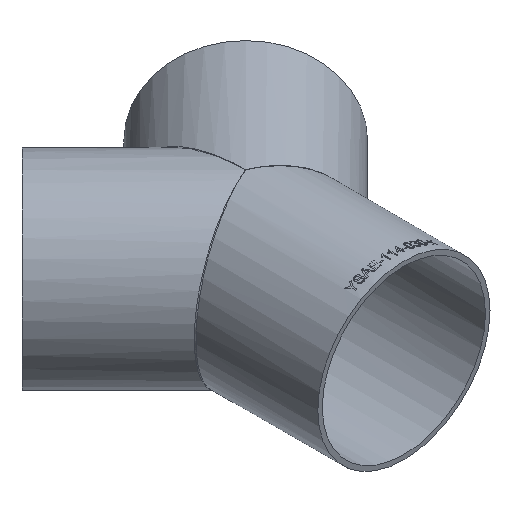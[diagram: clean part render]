
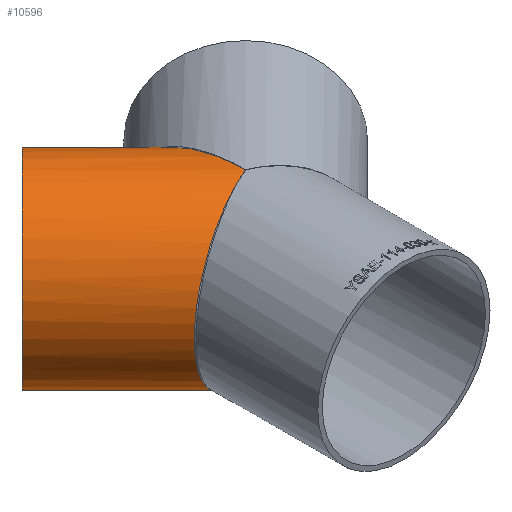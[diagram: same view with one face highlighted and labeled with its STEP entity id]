
A CAD part, isometric view. The second image highlights one B-rep face of the part: STEP entity #10596.
In plain terms, the highlighted cylindrical face has radius 57.15 mm (diameter 114.3 mm), a full revolution.
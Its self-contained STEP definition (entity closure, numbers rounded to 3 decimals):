
#333 = VERTEX_POINT ( 'NONE', #7550 ) ;
#383 =( BOUNDED_CURVE ( )  B_SPLINE_CURVE ( 3, ( #819, #5997, #20201, #7136 ),
 .UNSPECIFIED., .F., .F. ) 
 B_SPLINE_CURVE_WITH_KNOTS ( ( 4, 4 ),
 ( 1.571, 4.712 ),
 .UNSPECIFIED. ) 
 CURVE ( )  GEOMETRIC_REPRESENTATION_ITEM ( )  RATIONAL_B_SPLINE_CURVE ( ( 1., 0.333, 0.333, 1. ) ) 
 REPRESENTATION_ITEM ( '' )  );
#480 = EDGE_CURVE ( 'NONE', #19668, #19668, #13441, .T. ) ;
#819 = CARTESIAN_POINT ( 'NONE',  ( 0., 0., 57.15 ) ) ;
#991 = CARTESIAN_POINT ( 'NONE',  ( 0., 0., 57.15 ) ) ;
#1932 = DIRECTION ( 'NONE',  ( -0.707, 0.707, 0. ) ) ;
#2380 = CYLINDRICAL_SURFACE ( 'NONE', #13253, 57.15 ) ;
#3538 = EDGE_CURVE ( 'NONE', #12654, #333, #383, .T. ) ;
#3546 = ORIENTED_EDGE ( 'NONE', *, *, #480, .F. ) ;
#3577 = DIRECTION ( 'NONE',  ( -0.707, -0.707, 0. ) ) ;
#4064 = ORIENTED_EDGE ( 'NONE', *, *, #3538, .T. ) ;
#5463 = CARTESIAN_POINT ( 'NONE',  ( -114.657, 33.835, 0. ) ) ;
#5587 = DIRECTION ( 'NONE',  ( -0.707, -0.707, 0. ) ) ;
#5997 = CARTESIAN_POINT ( 'NONE',  ( -1.556, 163.2, 57.15 ) ) ;
#7136 = CARTESIAN_POINT ( 'NONE',  ( 0., 0., -57.15 ) ) ;
#7550 = CARTESIAN_POINT ( 'NONE',  ( 0., 0., -57.15 ) ) ;
#7888 =( BOUNDED_CURVE ( )  B_SPLINE_CURVE ( 3, ( #11959, #19848, #16716, #991 ),
 .UNSPECIFIED., .F., .F. ) 
 B_SPLINE_CURVE_WITH_KNOTS ( ( 4, 4 ),
 ( 4.712, 7.854 ),
 .UNSPECIFIED. ) 
 CURVE ( )  GEOMETRIC_REPRESENTATION_ITEM ( )  RATIONAL_B_SPLINE_CURVE ( ( 1., 0.333, 0.333, 1. ) ) 
 REPRESENTATION_ITEM ( '' )  );
#8432 = CARTESIAN_POINT ( 'NONE',  ( -74.246, 74.246, 0. ) ) ;
#9765 = AXIS2_PLACEMENT_3D ( 'NONE', #8432, #1932, #3577 ) ;
#10596 = ADVANCED_FACE ( 'NONE', ( #18936, #20489 ), #2380, .T. ) ;
#11959 = CARTESIAN_POINT ( 'NONE',  ( 0., 0., -57.15 ) ) ;
#12654 = VERTEX_POINT ( 'NONE', #14322 ) ;
#13253 = AXIS2_PLACEMENT_3D ( 'NONE', #17153, #18820, #5587 ) ;
#13441 = CIRCLE ( 'NONE', #9765, 57.15 ) ;
#14281 = EDGE_CURVE ( 'NONE', #333, #12654, #7888, .T. ) ;
#14322 = CARTESIAN_POINT ( 'NONE',  ( 0., 0., 57.15 ) ) ;
#14658 = EDGE_LOOP ( 'NONE', ( #3546 ) ) ;
#16716 = CARTESIAN_POINT ( 'NONE',  ( -114.944, -46.7, 57.15 ) ) ;
#17153 = CARTESIAN_POINT ( 'NONE',  ( 44.523, -44.523, 0. ) ) ;
#18433 = EDGE_LOOP ( 'NONE', ( #4064, #19232 ) ) ;
#18820 = DIRECTION ( 'NONE',  ( -0.707, 0.707, 0. ) ) ;
#18936 = FACE_OUTER_BOUND ( 'NONE', #18433, .T. ) ;
#19232 = ORIENTED_EDGE ( 'NONE', *, *, #14281, .T. ) ;
#19668 = VERTEX_POINT ( 'NONE', #5463 ) ;
#19848 = CARTESIAN_POINT ( 'NONE',  ( -114.944, -46.7, -57.15 ) ) ;
#20201 = CARTESIAN_POINT ( 'NONE',  ( -1.556, 163.2, -57.15 ) ) ;
#20489 = FACE_OUTER_BOUND ( 'NONE', #14658, .T. ) ;
